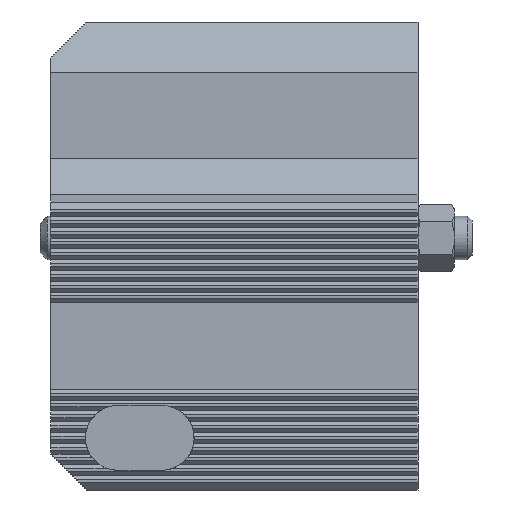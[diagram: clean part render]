
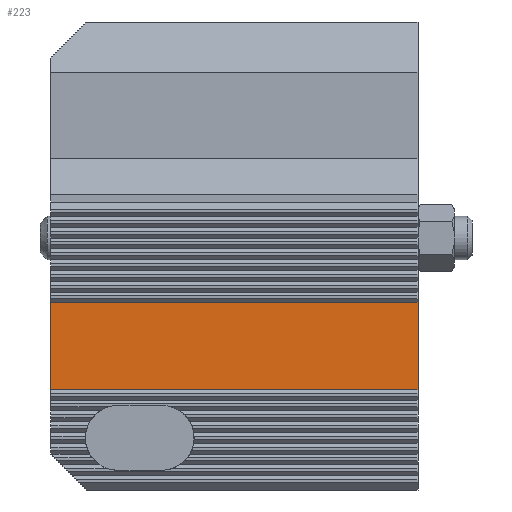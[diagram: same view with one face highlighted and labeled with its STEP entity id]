
A CAD part, left-side view. The second image highlights one B-rep face of the part: STEP entity #223.
In plain terms, the highlighted planar face has unit normal (-1, 0, 0).
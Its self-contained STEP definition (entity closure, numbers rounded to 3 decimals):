
#93=B_SPLINE_CURVE_WITH_KNOTS('',3,(#5067,#5068,#5069,#5070),.UNSPECIFIED.,
 .F.,.F.,(4,4),(0.,1.),.UNSPECIFIED.);
#154=ELLIPSE('',#3571,11.629,3.4);
#223=ADVANCED_FACE('',(#553),#403,.F.);
#403=PLANE('',#3572);
#553=FACE_OUTER_BOUND('',#724,.T.);
#724=EDGE_LOOP('',(#1149,#1150,#1151,#1152,#1153,#1154,#1155));
#1149=ORIENTED_EDGE('',*,*,#2431,.F.);
#1150=ORIENTED_EDGE('',*,*,#2432,.T.);
#1151=ORIENTED_EDGE('',*,*,#2433,.T.);
#1152=ORIENTED_EDGE('',*,*,#2434,.F.);
#1153=ORIENTED_EDGE('',*,*,#2435,.F.);
#1154=ORIENTED_EDGE('',*,*,#2429,.T.);
#1155=ORIENTED_EDGE('',*,*,#2436,.T.);
#2067=VERTEX_POINT('',#5059);
#2068=VERTEX_POINT('',#5061);
#2069=VERTEX_POINT('',#5065);
#2070=VERTEX_POINT('',#5066);
#2071=VERTEX_POINT('',#5071);
#2072=VERTEX_POINT('',#5073);
#2073=VERTEX_POINT('',#5075);
#2429=EDGE_CURVE('',#2068,#2067,#2890,.T.);
#2431=EDGE_CURVE('',#2069,#2070,#2892,.T.);
#2432=EDGE_CURVE('',#2069,#2071,#93,.T.);
#2433=EDGE_CURVE('',#2071,#2072,#154,.T.);
#2434=EDGE_CURVE('',#2073,#2072,#2893,.T.);
#2435=EDGE_CURVE('',#2068,#2073,#2894,.T.);
#2436=EDGE_CURVE('',#2067,#2070,#2895,.T.);
#2890=LINE('',#5060,#3268);
#2892=LINE('',#5064,#3270);
#2893=LINE('',#5074,#3271);
#2894=LINE('',#5076,#3272);
#2895=LINE('',#5077,#3273);
#3268=VECTOR('',#4079,1.);
#3270=VECTOR('',#4083,1.);
#3271=VECTOR('',#4086,1.);
#3272=VECTOR('',#4087,1.);
#3273=VECTOR('',#4088,1.);
#3571=AXIS2_PLACEMENT_3D('',#5072,#4084,#4085);
#3572=AXIS2_PLACEMENT_3D('',#5078,#4089,#4090);
#4079=DIRECTION('',(0.,1.,0.));
#4083=DIRECTION('',(0.,1.,0.));
#4084=DIRECTION('',(1.,0.,0.));
#4085=DIRECTION('',(0.,1.,0.));
#4086=DIRECTION('',(0.,1.,0.));
#4087=DIRECTION('',(0.,0.,-1.));
#4088=DIRECTION('',(0.,0.,-1.));
#4089=DIRECTION('',(1.,0.,0.));
#4090=DIRECTION('',(0.,0.,-1.));
#5059=CARTESIAN_POINT('',(12.625,25.5,9.));
#5060=CARTESIAN_POINT('',(12.625,-25.5,9.));
#5061=CARTESIAN_POINT('',(12.625,-25.5,9.));
#5064=CARTESIAN_POINT('',(12.625,-25.5,-9.));
#5065=CARTESIAN_POINT('',(12.625,9.796,-9.));
#5066=CARTESIAN_POINT('',(12.625,25.5,-9.));
#5067=CARTESIAN_POINT('',(12.625,9.796,-9.));
#5068=CARTESIAN_POINT('',(12.625,9.544,-8.36));
#5069=CARTESIAN_POINT('',(12.625,9.194,-7.763));
#5070=CARTESIAN_POINT('',(12.625,8.848,-7.169));
#5071=CARTESIAN_POINT('',(12.625,8.848,-7.169));
#5072=CARTESIAN_POINT('',(12.625,15.288,-10.));
#5073=CARTESIAN_POINT('',(12.625,4.173,-9.));
#5074=CARTESIAN_POINT('',(12.625,-25.5,-9.));
#5075=CARTESIAN_POINT('',(12.625,-25.5,-9.));
#5076=CARTESIAN_POINT('',(12.625,-25.5,9.));
#5077=CARTESIAN_POINT('',(12.625,25.5,9.));
#5078=CARTESIAN_POINT('',(12.625,-25.5,9.));
